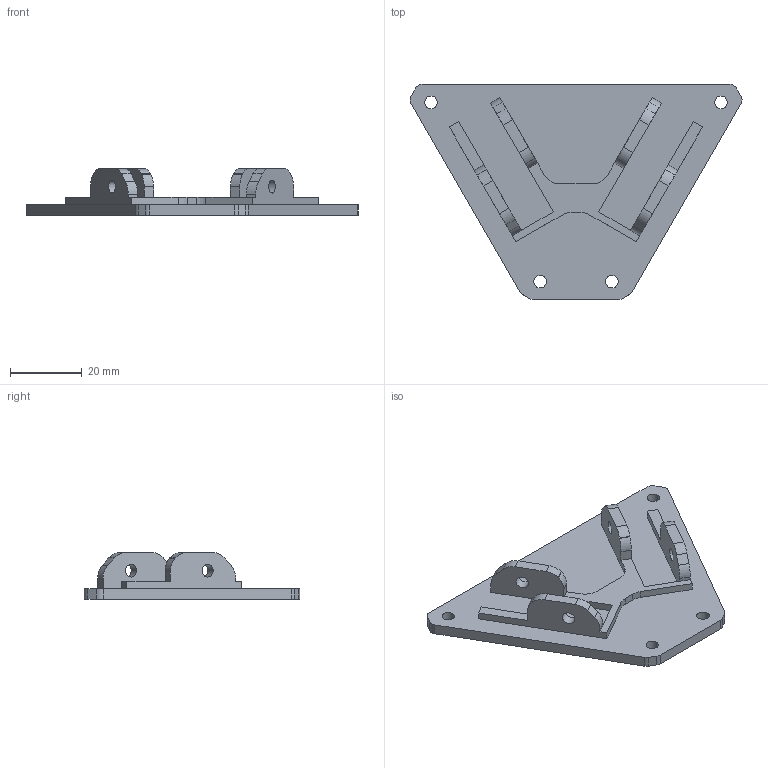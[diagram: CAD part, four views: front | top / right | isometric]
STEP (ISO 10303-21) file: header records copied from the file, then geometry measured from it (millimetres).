
FILE_DESCRIPTION( ( '' ), ' ' );
FILE_NAME( '5cafa8d96e1b28179f496afb.step', '2019-04-11T20:51:37', ( '' ), ( '' ), ' ', ' ', ' ' );
FILE_SCHEMA( ( 'AUTOMOTIVE_DESIGN { 1 0 10303 214 1 1 1 1 }' ) );
Length unit declared in the file: metre
Products named in the file (1): Part 1
Bounding box: 92.53 x 60 x 13 mm (x, y, z)
Volume: 14039.1 mm3; surface area: 10462 mm2
Topology: 1 solids, 1 shells, 85 faces, 244 edges, 162 vertices
Faces by surface type: plane 49, cylinder 36
Full cylindrical faces by diameter (mm): 3.5 x4, 3.6 x4
Entity records: 3482 total; most frequent: CARTESIAN_POINT 484, DIRECTION 480, ORIENTED_EDGE 472, EDGE_CURVE 236, LINE 164, VECTOR 164, VERTEX_POINT 162, AXIS2_PLACEMENT_3D 158
